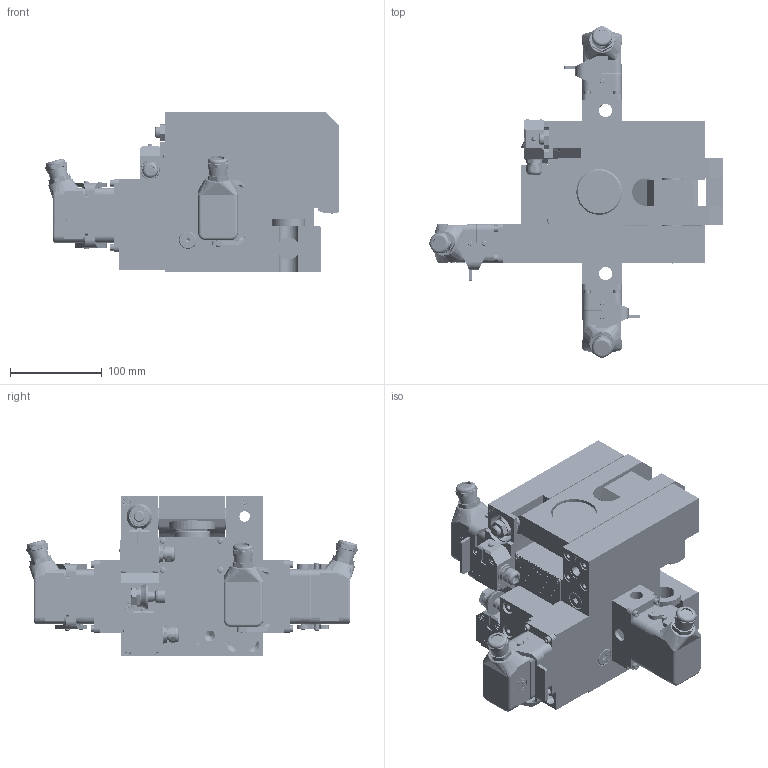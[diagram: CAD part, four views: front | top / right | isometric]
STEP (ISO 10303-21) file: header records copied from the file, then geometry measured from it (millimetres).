
FILE_DESCRIPTION(('STEP AP214'),'1');
FILE_NAME('38441324_PDV_100_64.stp','2019-03-06T09:42:20',(' '),(' '),'Spatial InterOp 3D',' ',' ');
FILE_SCHEMA(('automotive_design'));
Length unit declared in the file: millimetre
Products named in the file (109): R2; 1; 2; 3; 4; 5; 6; 7; 8; 9; BALLUFF BNS 819-100-R-11 |_BALLUFF STECKER 100;_BALLUFF STECKER 100; BALLUFF BNS 819-100-R-11 |_BALLUFF PLUNGER D6 R;_BALLUFF PLUNGER D6 R; 10; 11; 12; 13; 14; 15; 16; 17; 18; 19; 20; 21; 22; 23; 24; 25; 26; 27; 28; 29; 30; 31; 32; 33; 34; 35; 36; 37 ...
Bounding box: 320.7 x 362.41 x 175 mm (x, y, z)
Volume: 4580549.9 mm3; surface area: 746624.9 mm2
Topology: 109 solids, 110 shells, 6984 faces, 18063 edges, 11796 vertices
Faces by surface type: plane 3853, cylinder 2258, cone 344, torus 196, extrusion 133, bspline 111, sphere 83, revolution 6
Entity records: 291994 total; most frequent: CARTESIAN_POINT 60195, DIRECTION 36545, ORIENTED_EDGE 35822, EDGE_CURVE 17911, AXIS2_PLACEMENT_3D 12786, VERTEX_POINT 11796, VECTOR 10967, LINE 10834
